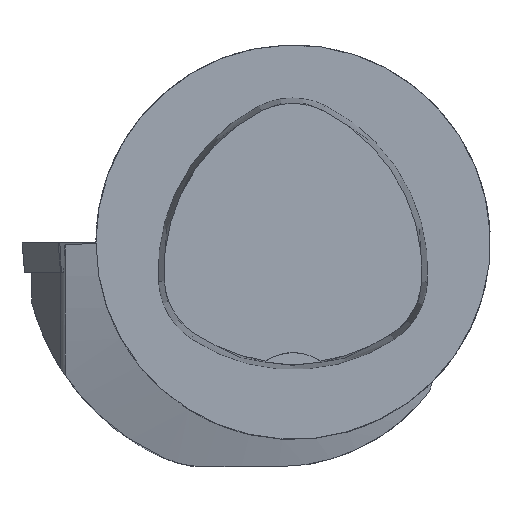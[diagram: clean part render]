
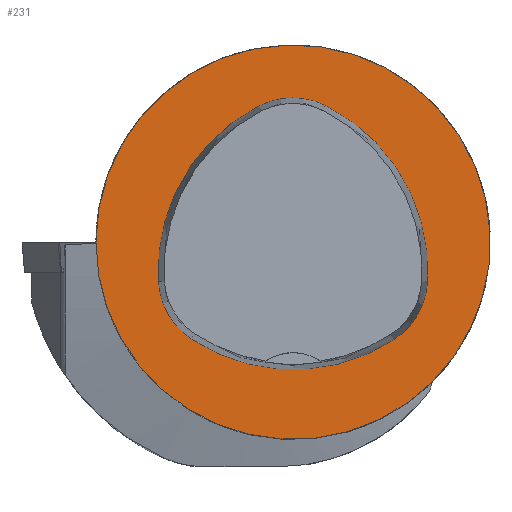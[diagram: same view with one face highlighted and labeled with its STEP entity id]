
A CAD part, top view. The second image highlights one B-rep face of the part: STEP entity #231.
In plain terms, the highlighted planar face has unit normal (0, 0, 1).
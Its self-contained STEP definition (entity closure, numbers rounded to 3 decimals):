
#231=ADVANCED_FACE('',(#458,#459),#280,.T.);
#280=PLANE('',#1330);
#458=FACE_BOUND('',#512,.T.);
#459=FACE_BOUND('',#513,.T.);
#512=EDGE_LOOP('',(#730,#731,#732,#733,#734,#735));
#513=EDGE_LOOP('',(#736));
#730=ORIENTED_EDGE('',*,*,#1081,.T.);
#731=ORIENTED_EDGE('',*,*,#1061,.T.);
#732=ORIENTED_EDGE('',*,*,#1065,.T.);
#733=ORIENTED_EDGE('',*,*,#1068,.T.);
#734=ORIENTED_EDGE('',*,*,#1071,.T.);
#735=ORIENTED_EDGE('',*,*,#1079,.T.);
#736=ORIENTED_EDGE('',*,*,#1034,.F.);
#917=VERTEX_POINT('',#1957);
#937=VERTEX_POINT('',#2053);
#938=VERTEX_POINT('',#2054);
#941=VERTEX_POINT('',#2062);
#943=VERTEX_POINT('',#2068);
#945=VERTEX_POINT('',#2074);
#952=VERTEX_POINT('',#2095);
#1034=EDGE_CURVE('',#917,#917,#1137,.T.);
#1061=EDGE_CURVE('',#937,#938,#1140,.T.);
#1065=EDGE_CURVE('',#938,#941,#1142,.T.);
#1068=EDGE_CURVE('',#941,#943,#1144,.T.);
#1071=EDGE_CURVE('',#943,#945,#1146,.T.);
#1079=EDGE_CURVE('',#945,#952,#1150,.T.);
#1081=EDGE_CURVE('',#952,#937,#1152,.T.);
#1137=CIRCLE('',#1293,16.);
#1140=CIRCLE('',#1308,15.);
#1142=CIRCLE('',#1311,6.);
#1144=CIRCLE('',#1314,15.);
#1146=CIRCLE('',#1317,6.);
#1150=CIRCLE('',#1322,15.);
#1152=CIRCLE('',#1325,6.);
#1293=AXIS2_PLACEMENT_3D('',#1956,#1528,#1529);
#1308=AXIS2_PLACEMENT_3D('',#2052,#1564,#1565);
#1311=AXIS2_PLACEMENT_3D('',#2061,#1572,#1573);
#1314=AXIS2_PLACEMENT_3D('',#2067,#1579,#1580);
#1317=AXIS2_PLACEMENT_3D('',#2073,#1586,#1587);
#1322=AXIS2_PLACEMENT_3D('',#2096,#1598,#1599);
#1325=AXIS2_PLACEMENT_3D('',#2099,#1604,#1605);
#1330=AXIS2_PLACEMENT_3D('',#2104,#1614,#1615);
#1528=DIRECTION('',(0.,0.,-1.));
#1529=DIRECTION('',(-1.,0.,0.));
#1564=DIRECTION('',(0.,0.,-1.));
#1565=DIRECTION('',(-1.,0.,0.));
#1572=DIRECTION('',(0.,0.,-1.));
#1573=DIRECTION('',(-1.,0.,0.));
#1579=DIRECTION('',(0.,0.,-1.));
#1580=DIRECTION('',(-1.,0.,0.));
#1586=DIRECTION('',(0.,0.,-1.));
#1587=DIRECTION('',(-1.,0.,0.));
#1598=DIRECTION('',(0.,0.,-1.));
#1599=DIRECTION('',(-1.,0.,0.));
#1604=DIRECTION('',(0.,0.,-1.));
#1605=DIRECTION('',(-1.,0.,0.));
#1614=DIRECTION('',(0.,0.,1.));
#1615=DIRECTION('',(1.,0.,0.));
#1956=CARTESIAN_POINT('',(0.,0.,0.));
#1957=CARTESIAN_POINT('',(-16.,0.,0.));
#2052=CARTESIAN_POINT('',(4.048,-2.316,0.));
#2053=CARTESIAN_POINT('',(-10.926,-3.206,0.));
#2054=CARTESIAN_POINT('',(-2.774,11.043,0.));
#2061=CARTESIAN_POINT('',(-0.045,5.7,0.));
#2062=CARTESIAN_POINT('',(2.638,11.066,0.));
#2067=CARTESIAN_POINT('',(-4.07,-2.35,0.));
#2068=CARTESIAN_POINT('',(10.903,-3.249,0.));
#2073=CARTESIAN_POINT('',(4.914,-2.889,0.));
#2074=CARTESIAN_POINT('',(8.177,-7.924,0.));
#2095=CARTESIAN_POINT('',(-8.24,-7.859,0.));
#2096=CARTESIAN_POINT('',(0.019,4.663,0.));
#2099=CARTESIAN_POINT('',(-4.936,-2.85,0.));
#2104=CARTESIAN_POINT('',(0.,0.,0.));
